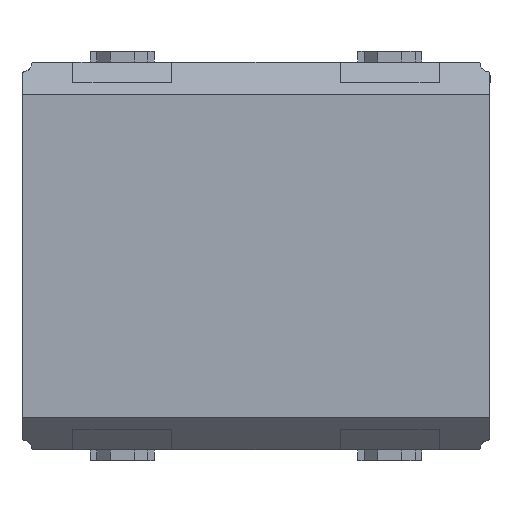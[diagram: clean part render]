
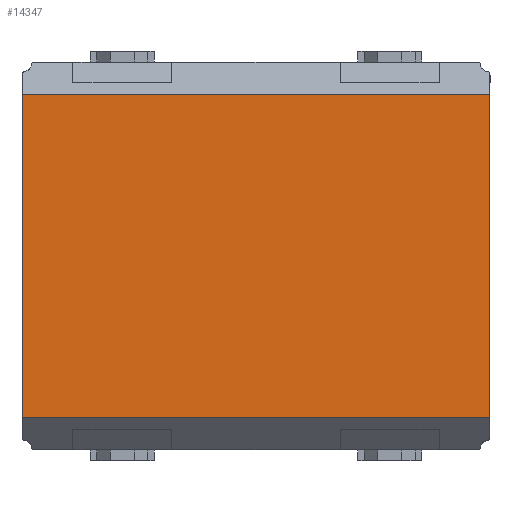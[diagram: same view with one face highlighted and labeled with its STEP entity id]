
A CAD part, front view. The second image highlights one B-rep face of the part: STEP entity #14347.
In plain terms, the highlighted planar face has unit normal (0, -1, 0).
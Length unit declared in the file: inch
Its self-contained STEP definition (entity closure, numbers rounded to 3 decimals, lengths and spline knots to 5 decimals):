
#357 = LINE ( 'NONE', #6123, #13599 ) ;
#530 = LINE ( 'NONE', #4830, #12954 ) ;
#553 = DIRECTION ( 'NONE',  ( 0., 0., 1. ) ) ;
#1598 = EDGE_CURVE ( 'NONE', #11276, #15784, #357, .T. ) ;
#1782 = FACE_OUTER_BOUND ( 'NONE', #14040, .T. ) ;
#1948 = DIRECTION ( 'NONE',  ( 0., 0., -1. ) ) ;
#2361 = VERTEX_POINT ( 'NONE', #15357 ) ;
#3287 = DIRECTION ( 'NONE',  ( 1., 0., 0. ) ) ;
#3373 = PLANE ( 'NONE',  #13853 ) ;
#4181 = CARTESIAN_POINT ( 'NONE',  ( -0.17313, -0.00597, 0.145 ) ) ;
#4812 = ORIENTED_EDGE ( 'NONE', *, *, #8992, .T. ) ;
#4830 = CARTESIAN_POINT ( 'NONE',  ( 0.17687, -0.00597, 0.145 ) ) ;
#4909 = EDGE_CURVE ( 'NONE', #15111, #15784, #530, .T. ) ;
#5858 = DIRECTION ( 'NONE',  ( -1., 0., 0. ) ) ;
#6123 = CARTESIAN_POINT ( 'NONE',  ( 0.16937, -0.00597, -0.121 ) ) ;
#6223 = VECTOR ( 'NONE', #5858, 39.37008 ) ;
#6940 = LINE ( 'NONE', #9827, #6223 ) ;
#7189 = VECTOR ( 'NONE', #8502, 39.37008 ) ;
#8502 = DIRECTION ( 'NONE',  ( 0., 0., -1. ) ) ;
#8992 = EDGE_CURVE ( 'NONE', #15111, #2361, #6940, .T. ) ;
#9095 = CARTESIAN_POINT ( 'NONE',  ( -0.17313, -0.00597, -0.121 ) ) ;
#9827 = CARTESIAN_POINT ( 'NONE',  ( -0.17313, -0.00597, 0.121 ) ) ;
#11276 = VERTEX_POINT ( 'NONE', #9095 ) ;
#11304 = CARTESIAN_POINT ( 'NONE',  ( 0.17687, -0.00597, 0.121 ) ) ;
#11379 = ORIENTED_EDGE ( 'NONE', *, *, #1598, .T. ) ;
#11462 = DIRECTION ( 'NONE',  ( 0., 1., 0. ) ) ;
#11560 = CARTESIAN_POINT ( 'NONE',  ( -0.17313, -0.00597, 0.145 ) ) ;
#12065 = ORIENTED_EDGE ( 'NONE', *, *, #13473, .T. ) ;
#12954 = VECTOR ( 'NONE', #1948, 39.37008 ) ;
#13249 = CARTESIAN_POINT ( 'NONE',  ( 0.17687, -0.00597, -0.121 ) ) ;
#13473 = EDGE_CURVE ( 'NONE', #2361, #11276, #15443, .T. ) ;
#13599 = VECTOR ( 'NONE', #3287, 39.37008 ) ;
#13853 = AXIS2_PLACEMENT_3D ( 'NONE', #11560, #11462, #553 ) ;
#14040 = EDGE_LOOP ( 'NONE', ( #12065, #11379, #15812, #4812 ) ) ;
#14347 = ADVANCED_FACE ( 'NONE', ( #1782 ), #3373, .F. ) ;
#15111 = VERTEX_POINT ( 'NONE', #11304 ) ;
#15357 = CARTESIAN_POINT ( 'NONE',  ( -0.17313, -0.00597, 0.121 ) ) ;
#15443 = LINE ( 'NONE', #4181, #7189 ) ;
#15784 = VERTEX_POINT ( 'NONE', #13249 ) ;
#15812 = ORIENTED_EDGE ( 'NONE', *, *, #4909, .F. ) ;
